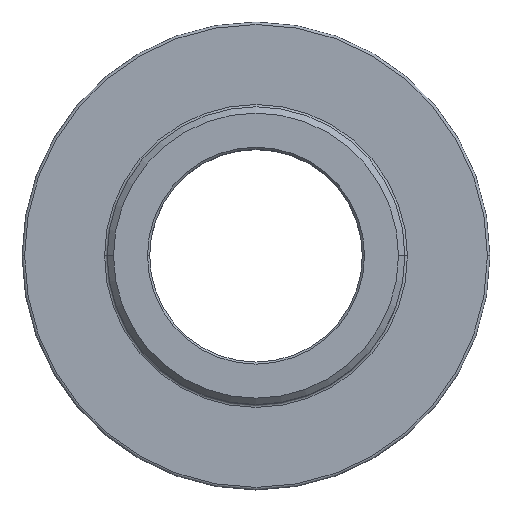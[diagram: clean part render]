
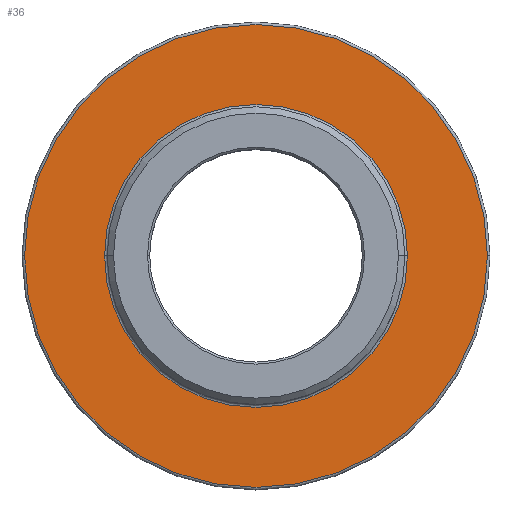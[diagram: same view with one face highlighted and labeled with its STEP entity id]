
A CAD part, top view. The second image highlights one B-rep face of the part: STEP entity #36.
In plain terms, the highlighted planar face has unit normal (0, 0, 1).
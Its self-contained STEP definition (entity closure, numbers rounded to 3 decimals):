
#8 = CARTESIAN_POINT ( 'NONE',  ( 3.56, 0., -1.5 ) ) ;
#17 = EDGE_LOOP ( 'NONE', ( #523, #268 ) ) ;
#36 = ADVANCED_FACE ( 'NONE', ( #226, #87 ), #181, .T. ) ;
#49 = CARTESIAN_POINT ( 'NONE',  ( 0., 0., -1.5 ) ) ;
#69 = ORIENTED_EDGE ( 'NONE', *, *, #298, .T. ) ;
#87 = FACE_OUTER_BOUND ( 'NONE', #17, .T. ) ;
#110 = CARTESIAN_POINT ( 'NONE',  ( 5.44, 0., -1.5 ) ) ;
#119 = EDGE_LOOP ( 'NONE', ( #214, #69 ) ) ;
#152 = CARTESIAN_POINT ( 'NONE',  ( 0., 0., -1.5 ) ) ;
#155 = EDGE_CURVE ( 'NONE', #545, #360, #515, .T. ) ;
#166 = AXIS2_PLACEMENT_3D ( 'NONE', #152, #496, #451 ) ;
#181 = PLANE ( 'NONE',  #241 ) ;
#183 = AXIS2_PLACEMENT_3D ( 'NONE', #49, #383, #337 ) ;
#189 = EDGE_CURVE ( 'NONE', #502, #199, #521, .T. ) ;
#196 = DIRECTION ( 'NONE',  ( 1., 0., 0. ) ) ;
#199 = VERTEX_POINT ( 'NONE', #387 ) ;
#214 = ORIENTED_EDGE ( 'NONE', *, *, #189, .T. ) ;
#226 = FACE_BOUND ( 'NONE', #119, .T. ) ;
#234 = DIRECTION ( 'NONE',  ( 0., 0., 1. ) ) ;
#237 = EDGE_CURVE ( 'NONE', #360, #545, #577, .T. ) ;
#241 = AXIS2_PLACEMENT_3D ( 'NONE', #578, #234, #418 ) ;
#245 = AXIS2_PLACEMENT_3D ( 'NONE', #296, #488, #597 ) ;
#268 = ORIENTED_EDGE ( 'NONE', *, *, #237, .T. ) ;
#287 = CARTESIAN_POINT ( 'NONE',  ( 0., 0., -1.5 ) ) ;
#296 = CARTESIAN_POINT ( 'NONE',  ( 0., 0., -1.5 ) ) ;
#298 = EDGE_CURVE ( 'NONE', #199, #502, #377, .T. ) ;
#337 = DIRECTION ( 'NONE',  ( 1., 0., 0. ) ) ;
#360 = VERTEX_POINT ( 'NONE', #419 ) ;
#377 = CIRCLE ( 'NONE', #166, 3.56 ) ;
#383 = DIRECTION ( 'NONE',  ( 0., 0., 1. ) ) ;
#384 = AXIS2_PLACEMENT_3D ( 'NONE', #287, #628, #196 ) ;
#387 = CARTESIAN_POINT ( 'NONE',  ( -3.56, 0., -1.5 ) ) ;
#418 = DIRECTION ( 'NONE',  ( 1., 0., 0. ) ) ;
#419 = CARTESIAN_POINT ( 'NONE',  ( -5.44, 0., -1.5 ) ) ;
#451 = DIRECTION ( 'NONE',  ( 1., 0., 0. ) ) ;
#488 = DIRECTION ( 'NONE',  ( 0., 0., 1. ) ) ;
#496 = DIRECTION ( 'NONE',  ( 0., 0., -1. ) ) ;
#502 = VERTEX_POINT ( 'NONE', #8 ) ;
#515 = CIRCLE ( 'NONE', #183, 5.44 ) ;
#521 = CIRCLE ( 'NONE', #384, 3.56 ) ;
#523 = ORIENTED_EDGE ( 'NONE', *, *, #155, .T. ) ;
#545 = VERTEX_POINT ( 'NONE', #110 ) ;
#577 = CIRCLE ( 'NONE', #245, 5.44 ) ;
#578 = CARTESIAN_POINT ( 'NONE',  ( 0., -5.5, -1.5 ) ) ;
#597 = DIRECTION ( 'NONE',  ( 1., 0., 0. ) ) ;
#628 = DIRECTION ( 'NONE',  ( 0., 0., -1. ) ) ;
